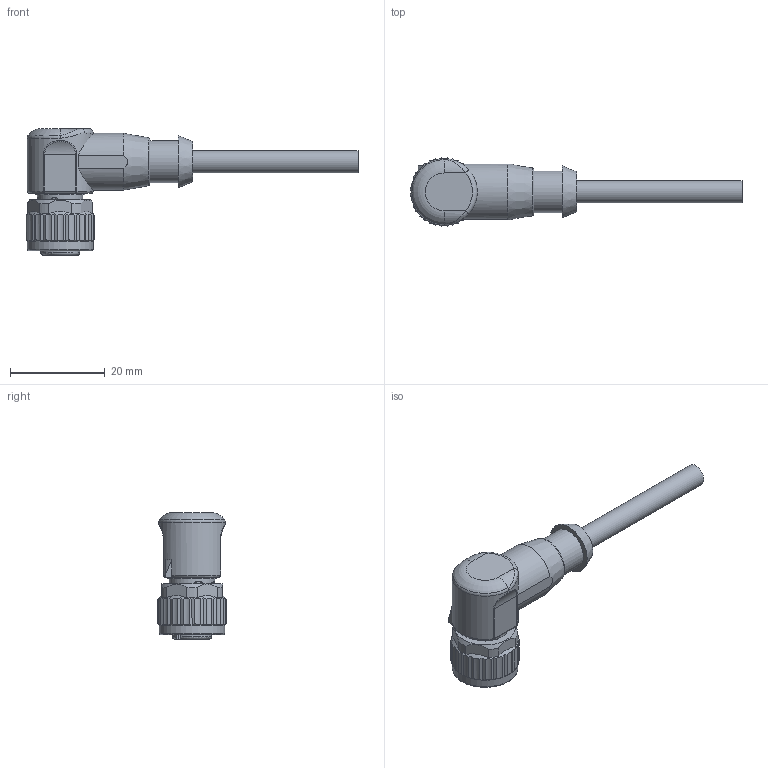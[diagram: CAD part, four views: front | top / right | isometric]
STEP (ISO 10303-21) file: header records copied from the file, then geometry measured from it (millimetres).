
FILE_DESCRIPTION(/* description */ (''),/* implementation_level */ '2;1');
FILE_NAME(/* name */ 'R-FA4TZ-P66X.step',/* time_stamp */ '2020-11-16T12:39:27-05:00',/* author */ (''),/* organization */ (''),/* preprocessor_version */ 'ST-DEVELOPER v18.1',/* originating_system */ 'Autodesk Translation Framework v9.3.0.1241',/* authorisation */ '');
FILE_SCHEMA (('AUTOMOTIVE_DESIGN { 1 0 10303 214 3 1 1 }'));
Length unit declared in the file: centimetre
Products named in the file (1): R-FA4TZ-P66X
Bounding box: 70.22 x 14.44 x 26.8 mm (x, y, z)
Volume: 5896.5 mm3; surface area: 3820.9 mm2
Topology: 1 solids, 2 shells, 368 faces, 963 edges, 621 vertices
Faces by surface type: plane 185, cylinder 114, bspline 31, torus 15, sphere 14, cone 9
Full cylindrical faces by diameter (mm): 1.1 x5, 1.5 x5, 1.6 x2, 2.2 x1, 4.7 x1, 8.8 x1, 9.177 x1, 9.6 x1, 10.5 x1, 10.8 x1, 11 x1, 12.1 x1, 13.9 x1, 14 x1
Entity records: 12750 total; most frequent: CARTESIAN_POINT 3679, ORIENTED_EDGE 1926, DIRECTION 1665, EDGE_CURVE 963, VERTEX_POINT 621, AXIS2_PLACEMENT_3D 599, LINE 467, VECTOR 467
